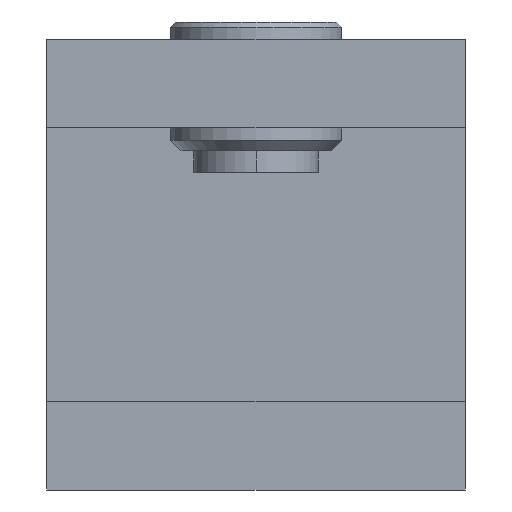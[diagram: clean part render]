
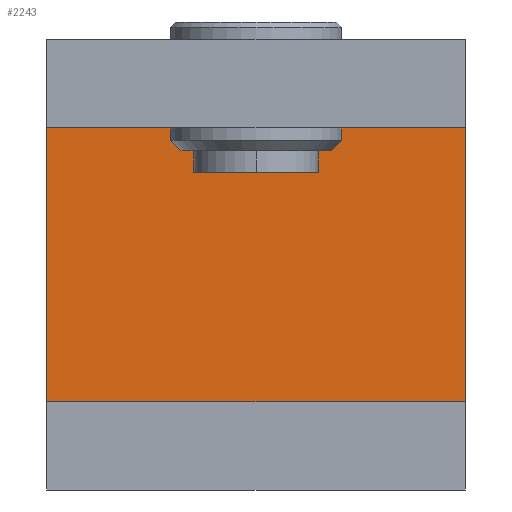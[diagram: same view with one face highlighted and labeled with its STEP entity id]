
A CAD part, front view. The second image highlights one B-rep face of the part: STEP entity #2243.
In plain terms, the highlighted planar face has unit normal (0, -1, 0).
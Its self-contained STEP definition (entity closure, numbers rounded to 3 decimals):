
#5 = LINE ( 'NONE', #2332, #1982 ) ;
#143 = EDGE_CURVE ( 'NONE', #2781, #2031, #600, .T. ) ;
#155 = EDGE_LOOP ( 'NONE', ( #1717, #543, #338, #772 ) ) ;
#158 = CARTESIAN_POINT ( 'NONE',  ( -9.75, 20., -6.4 ) ) ;
#338 = ORIENTED_EDGE ( 'NONE', *, *, #849, .F. ) ;
#381 = VERTEX_POINT ( 'NONE', #1753 ) ;
#543 = ORIENTED_EDGE ( 'NONE', *, *, #1191, .F. ) ;
#600 = LINE ( 'NONE', #2767, #1068 ) ;
#652 = EDGE_CURVE ( 'NONE', #2031, #759, #1511, .T. ) ;
#727 = DIRECTION ( 'NONE',  ( 0., 0., -1. ) ) ;
#759 = VERTEX_POINT ( 'NONE', #1926 ) ;
#772 = ORIENTED_EDGE ( 'NONE', *, *, #143, .T. ) ;
#849 = EDGE_CURVE ( 'NONE', #2781, #381, #5, .T. ) ;
#888 = CARTESIAN_POINT ( 'NONE',  ( -9.75, 20., -6.4 ) ) ;
#1068 = VECTOR ( 'NONE', #1703, 1000. ) ;
#1142 = VECTOR ( 'NONE', #727, 1000. ) ;
#1191 = EDGE_CURVE ( 'NONE', #381, #759, #1423, .T. ) ;
#1198 = PLANE ( 'NONE',  #2270 ) ;
#1275 = CARTESIAN_POINT ( 'NONE',  ( -9.75, 20., -6.4 ) ) ;
#1279 = FACE_OUTER_BOUND ( 'NONE', #155, .T. ) ;
#1303 = DIRECTION ( 'NONE',  ( 0., 0., -1. ) ) ;
#1423 = LINE ( 'NONE', #2080, #1142 ) ;
#1511 = LINE ( 'NONE', #1275, #1622 ) ;
#1622 = VECTOR ( 'NONE', #1746, 1000. ) ;
#1703 = DIRECTION ( 'NONE',  ( 0., 0., -1. ) ) ;
#1717 = ORIENTED_EDGE ( 'NONE', *, *, #652, .T. ) ;
#1746 = DIRECTION ( 'NONE',  ( 1., 0., 0. ) ) ;
#1752 = DIRECTION ( 'NONE',  ( 0., -1., 0. ) ) ;
#1753 = CARTESIAN_POINT ( 'NONE',  ( 9.75, 20., 6.4 ) ) ;
#1917 = DIRECTION ( 'NONE',  ( 1., 0., 0. ) ) ;
#1926 = CARTESIAN_POINT ( 'NONE',  ( 9.75, 20., -6.4 ) ) ;
#1946 = CARTESIAN_POINT ( 'NONE',  ( -9.75, 20., 6.4 ) ) ;
#1982 = VECTOR ( 'NONE', #1917, 1000. ) ;
#2031 = VERTEX_POINT ( 'NONE', #158 ) ;
#2080 = CARTESIAN_POINT ( 'NONE',  ( 9.75, 20., -6.4 ) ) ;
#2243 = ADVANCED_FACE ( 'NONE', ( #1279 ), #1198, .T. ) ;
#2270 = AXIS2_PLACEMENT_3D ( 'NONE', #888, #1752, #1303 ) ;
#2332 = CARTESIAN_POINT ( 'NONE',  ( -9.75, 20., 6.4 ) ) ;
#2767 = CARTESIAN_POINT ( 'NONE',  ( -9.75, 20., -6.4 ) ) ;
#2781 = VERTEX_POINT ( 'NONE', #1946 ) ;
